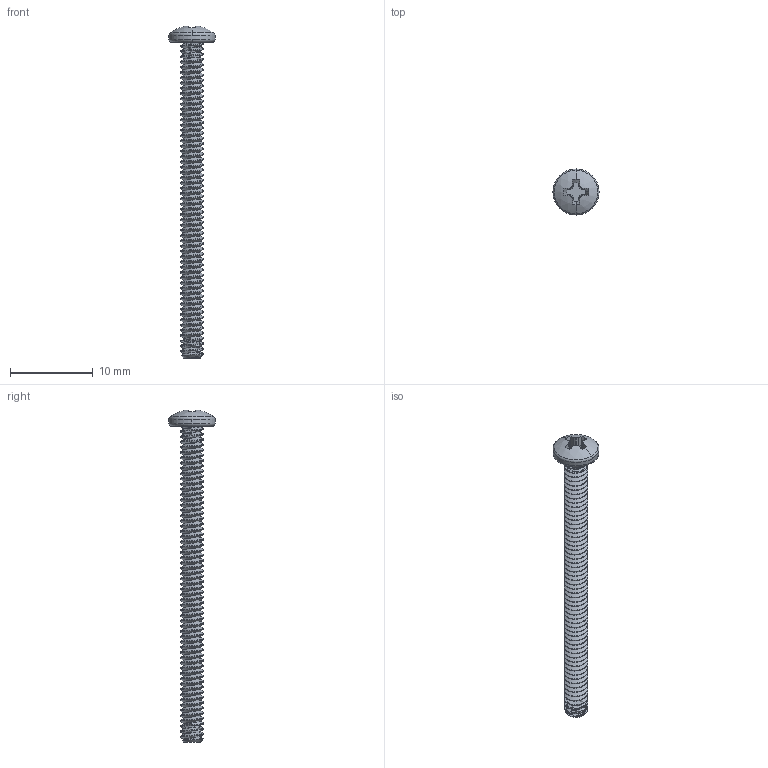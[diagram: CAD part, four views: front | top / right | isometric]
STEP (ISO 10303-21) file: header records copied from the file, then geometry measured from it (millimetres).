
FILE_DESCRIPTION (( 'STEP AP203' ), '1' );
FILE_NAME ('90272A119.step', '2012-05-21T16:35:51', ( 'Admin' ), ( 'Microsoft' ), 'SwSTEP 2.0', 'SolidWorks 2012', '' );
FILE_SCHEMA (( 'CONFIG_CONTROL_DESIGN' ));
Length unit declared in the file: inch
Products named in the file (1): 90272A119
Bounding box: 5.56 x 5.56 x 40.06 mm (x, y, z)
Volume: 210.6 mm3; surface area: 587.3 mm2
Topology: 1 solids, 1 shells, 352 faces, 1042 edges, 693 vertices
Faces by surface type: cylinder 315, plane 19, cone 9, torus 4, bspline 3, sphere 2
Entity records: 16524 total; most frequent: CARTESIAN_POINT 8880, ORIENTED_EDGE 2084, DIRECTION 1156, EDGE_CURVE 1042, VERTEX_POINT 693, AXIS2_PLACEMENT_3D 405, EDGE_LOOP 353, ADVANCED_FACE 352
